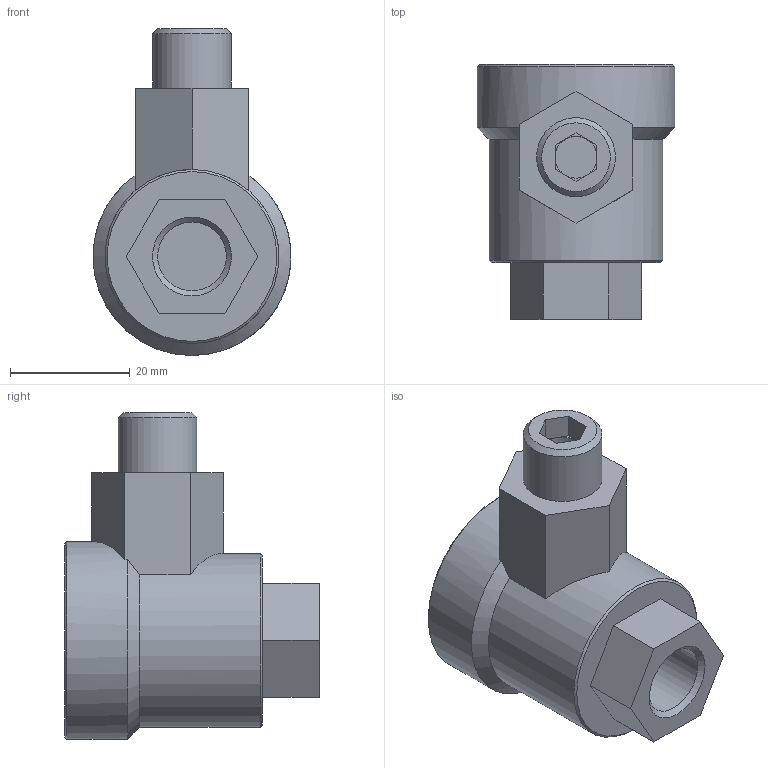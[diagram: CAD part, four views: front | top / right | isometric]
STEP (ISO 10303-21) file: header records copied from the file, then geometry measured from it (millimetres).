
FILE_DESCRIPTION(/* description */ ('STEP AP214'),/* implementation_level */ '2;1');
FILE_NAME(/* name */ '6753_SEU-1_4',/* time_stamp */ '2024-09-12T17:10:52+02:00',/* author */ ('License CC BY-ND 4.0'),/* organization */ ('CADENAS'),/* preprocessor_version */ 'ST-DEVELOPER v19.3',/* originating_system */ 'PARTsolutions',/* authorisation */ ' ');
FILE_SCHEMA (('AUTOMOTIVE_DESIGN {1 0 10303 214 3 1 1}'));
Length unit declared in the file: millimetre
Products named in the file (3): 6753 SEU-1/4; 6753 SEU-1/4---(geh); 214538 G1/4
Assembly tree (2 placements, depth 2):
  6753 SEU-1/4
    6753 SEU-1/4---(geh)
    214538 G1/4
Bounding box: 33 x 42.5 x 54.5 mm (x, y, z)
Volume: 30487.7 mm3; surface area: 8713 mm2
Topology: 2 solids, 2 shells, 48 faces, 106 edges, 66 vertices
Faces by surface type: plane 33, cone 8, cylinder 7
Full cylindrical faces by diameter (mm): 7 x1, 11.4 x1, 11.445 x2, 13.157 x1, 29 x1, 33 x1
Entity records: 1301 total; most frequent: DIRECTION 220, CARTESIAN_POINT 211, ORIENTED_EDGE 180, EDGE_CURVE 90, AXIS2_PLACEMENT_3D 81, EDGE_LOOP 68, FACE_BOUND 68, VERTEX_POINT 64
